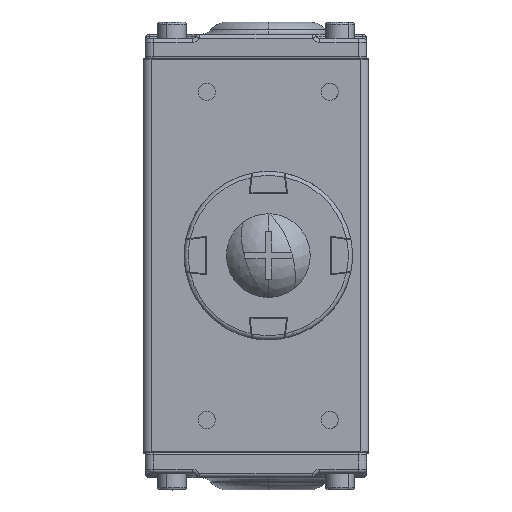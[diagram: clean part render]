
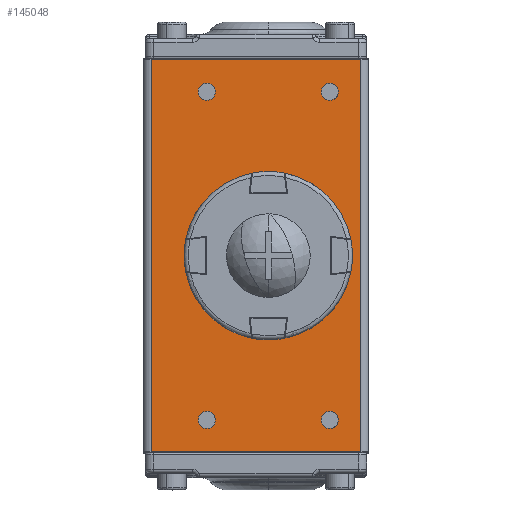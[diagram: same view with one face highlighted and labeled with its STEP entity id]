
A CAD part, top view. The second image highlights one B-rep face of the part: STEP entity #145048.
In plain terms, the highlighted planar face has unit normal (0, 0, 1).
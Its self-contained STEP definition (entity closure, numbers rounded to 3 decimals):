
#144909=CARTESIAN_POINT('',(-30.5,-48.,87.5));
#144910=DIRECTION('',(0.,0.,-1.));
#144911=DIRECTION('',(0.,1.,0.));
#144912=AXIS2_PLACEMENT_3D('',#144909,#144910,#144911);
#144913=PLANE('',#144912);
#144914=CARTESIAN_POINT('',(15.,-42.1,87.5));
#144915=VERTEX_POINT('',#144914);
#144916=CARTESIAN_POINT('',(15.,-37.9,87.5));
#144917=VERTEX_POINT('',#144916);
#144918=CARTESIAN_POINT('',(15.,-40.,87.5));
#144919=DIRECTION('',(0.,-0.,1.));
#144920=DIRECTION('',(0.,-1.,-0.));
#144921=AXIS2_PLACEMENT_3D('',#144918,#144919,#144920);
#144922=CIRCLE('',#144921,2.1);
#144923=EDGE_CURVE('NONE',#144915,#144917,#144922,.T.);
#144924=ORIENTED_EDGE('',*,*,#144923,.F.);
#144925=CARTESIAN_POINT('',(15.,-40.,87.5));
#144926=DIRECTION('',(0.,-0.,1.));
#144927=DIRECTION('',(0.,-1.,-0.));
#144928=AXIS2_PLACEMENT_3D('',#144925,#144926,#144927);
#144929=CIRCLE('',#144928,2.1);
#144930=EDGE_CURVE('NONE',#144917,#144915,#144929,.T.);
#144931=ORIENTED_EDGE('',*,*,#144930,.F.);
#144932=EDGE_LOOP('',(#144924,#144931));
#144933=FACE_BOUND('',#144932,.T.);
#144934=CARTESIAN_POINT('',(-15.,-42.1,87.5));
#144935=VERTEX_POINT('',#144934);
#144936=CARTESIAN_POINT('',(-15.,-37.9,87.5));
#144937=VERTEX_POINT('',#144936);
#144938=CARTESIAN_POINT('',(-15.,-40.,87.5));
#144939=DIRECTION('',(0.,-0.,1.));
#144940=DIRECTION('',(0.,-1.,-0.));
#144941=AXIS2_PLACEMENT_3D('',#144938,#144939,#144940);
#144942=CIRCLE('',#144941,2.1);
#144943=EDGE_CURVE('NONE',#144935,#144937,#144942,.T.);
#144944=ORIENTED_EDGE('',*,*,#144943,.F.);
#144945=CARTESIAN_POINT('',(-15.,-40.,87.5));
#144946=DIRECTION('',(0.,-0.,1.));
#144947=DIRECTION('',(0.,-1.,-0.));
#144948=AXIS2_PLACEMENT_3D('',#144945,#144946,#144947);
#144949=CIRCLE('',#144948,2.1);
#144950=EDGE_CURVE('NONE',#144937,#144935,#144949,.T.);
#144951=ORIENTED_EDGE('',*,*,#144950,.F.);
#144952=EDGE_LOOP('',(#144944,#144951));
#144953=FACE_BOUND('',#144952,.T.);
#144954=CARTESIAN_POINT('',(-15.,37.9,87.5));
#144955=VERTEX_POINT('',#144954);
#144956=CARTESIAN_POINT('',(-15.,42.1,87.5));
#144957=VERTEX_POINT('',#144956);
#144958=CARTESIAN_POINT('',(-15.,40.,87.5));
#144959=DIRECTION('',(0.,-0.,1.));
#144960=DIRECTION('',(0.,-1.,-0.));
#144961=AXIS2_PLACEMENT_3D('',#144958,#144959,#144960);
#144962=CIRCLE('',#144961,2.1);
#144963=EDGE_CURVE('NONE',#144955,#144957,#144962,.T.);
#144964=ORIENTED_EDGE('',*,*,#144963,.F.);
#144965=CARTESIAN_POINT('',(-15.,40.,87.5));
#144966=DIRECTION('',(0.,-0.,1.));
#144967=DIRECTION('',(0.,-1.,-0.));
#144968=AXIS2_PLACEMENT_3D('',#144965,#144966,#144967);
#144969=CIRCLE('',#144968,2.1);
#144970=EDGE_CURVE('NONE',#144957,#144955,#144969,.T.);
#144971=ORIENTED_EDGE('',*,*,#144970,.F.);
#144972=EDGE_LOOP('',(#144964,#144971));
#144973=FACE_BOUND('',#144972,.T.);
#144974=CARTESIAN_POINT('',(15.,37.9,87.5));
#144975=VERTEX_POINT('',#144974);
#144976=CARTESIAN_POINT('',(15.,42.1,87.5));
#144977=VERTEX_POINT('',#144976);
#144978=CARTESIAN_POINT('',(15.,40.,87.5));
#144979=DIRECTION('',(0.,-0.,1.));
#144980=DIRECTION('',(0.,-1.,-0.));
#144981=AXIS2_PLACEMENT_3D('',#144978,#144979,#144980);
#144982=CIRCLE('',#144981,2.1);
#144983=EDGE_CURVE('NONE',#144975,#144977,#144982,.T.);
#144984=ORIENTED_EDGE('',*,*,#144983,.F.);
#144985=CARTESIAN_POINT('',(15.,40.,87.5));
#144986=DIRECTION('',(0.,-0.,1.));
#144987=DIRECTION('',(0.,-1.,-0.));
#144988=AXIS2_PLACEMENT_3D('',#144985,#144986,#144987);
#144989=CIRCLE('',#144988,2.1);
#144990=EDGE_CURVE('NONE',#144977,#144975,#144989,.T.);
#144991=ORIENTED_EDGE('',*,*,#144990,.F.);
#144992=EDGE_LOOP('',(#144984,#144991));
#144993=FACE_BOUND('',#144992,.T.);
#144994=CARTESIAN_POINT('',(22.5,-47.8,87.5));
#144995=VERTEX_POINT('',#144994);
#144996=CARTESIAN_POINT('',(22.5,47.8,87.5));
#144997=VERTEX_POINT('',#144996);
#144998=CARTESIAN_POINT('',(22.5,-47.8,87.5));
#144999=DIRECTION('',(0.,1.,0.));
#145000=VECTOR('',#144999,95.6);
#145001=LINE('',#144998,#145000);
#145002=EDGE_CURVE('',#144995,#144997,#145001,.T.);
#145003=ORIENTED_EDGE('',*,*,#145002,.T.);
#145004=CARTESIAN_POINT('',(-28.5,47.8,87.5));
#145005=VERTEX_POINT('',#145004);
#145006=CARTESIAN_POINT('',(22.5,47.8,87.5));
#145007=DIRECTION('',(-1.,0.,0.));
#145008=VECTOR('',#145007,51.);
#145009=LINE('',#145006,#145008);
#145010=EDGE_CURVE('',#144997,#145005,#145009,.T.);
#145011=ORIENTED_EDGE('',*,*,#145010,.T.);
#145012=CARTESIAN_POINT('',(-28.5,-47.8,87.5));
#145013=VERTEX_POINT('',#145012);
#145014=CARTESIAN_POINT('',(-28.5,47.8,87.5));
#145015=DIRECTION('',(-0.,-1.,-0.));
#145016=VECTOR('',#145015,95.6);
#145017=LINE('',#145014,#145016);
#145018=EDGE_CURVE('',#145005,#145013,#145017,.T.);
#145019=ORIENTED_EDGE('',*,*,#145018,.T.);
#145020=CARTESIAN_POINT('',(-28.5,-47.8,87.5));
#145021=DIRECTION('',(1.,-0.,-0.));
#145022=VECTOR('',#145021,51.);
#145023=LINE('',#145020,#145022);
#145024=EDGE_CURVE('',#145013,#144995,#145023,.T.);
#145025=ORIENTED_EDGE('',*,*,#145024,.T.);
#145026=EDGE_LOOP('',(#145003,#145011,#145019,#145025));
#145027=FACE_BOUND('',#145026,.T.);
#145028=CARTESIAN_POINT('',(7.,0.,87.5));
#145029=VERTEX_POINT('',#145028);
#145030=CARTESIAN_POINT('',(-7.,0.,87.5));
#145031=VERTEX_POINT('',#145030);
#145032=CARTESIAN_POINT('',(0.,0.,87.5));
#145033=DIRECTION('',(0.,0.,-1.));
#145034=DIRECTION('',(0.,1.,0.));
#145035=AXIS2_PLACEMENT_3D('',#145032,#145033,#145034);
#145036=CIRCLE('',#145035,7.);
#145037=EDGE_CURVE('',#145029,#145031,#145036,.T.);
#145038=ORIENTED_EDGE('',*,*,#145037,.T.);
#145039=CARTESIAN_POINT('',(0.,0.,87.5));
#145040=DIRECTION('',(0.,0.,-1.));
#145041=DIRECTION('',(0.,1.,0.));
#145042=AXIS2_PLACEMENT_3D('',#145039,#145040,#145041);
#145043=CIRCLE('',#145042,7.);
#145044=EDGE_CURVE('',#145031,#145029,#145043,.T.);
#145045=ORIENTED_EDGE('',*,*,#145044,.T.);
#145046=EDGE_LOOP('',(#145038,#145045));
#145047=FACE_BOUND('',#145046,.T.);
#145048=ADVANCED_FACE('',(#144933,#144953,#144973,#144993,#145027,#145047),#144913,.F.);
